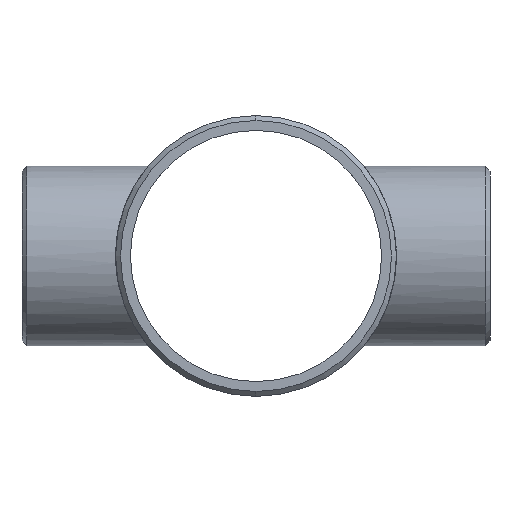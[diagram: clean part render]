
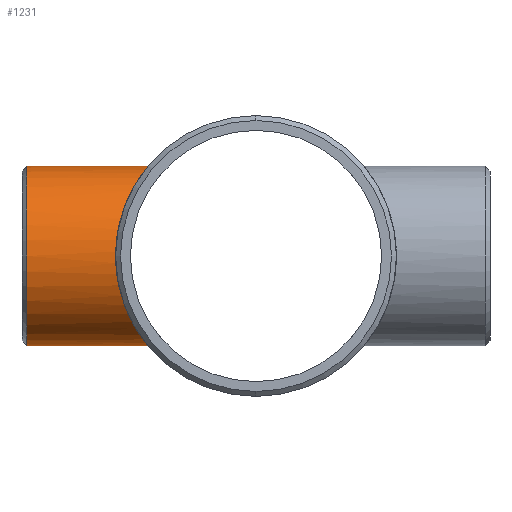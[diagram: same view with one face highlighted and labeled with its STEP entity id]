
A CAD part, left-side view. The second image highlights one B-rep face of the part: STEP entity #1231.
In plain terms, the highlighted cylindrical face has radius 36.576 mm (diameter 73.152 mm), a partial arc.
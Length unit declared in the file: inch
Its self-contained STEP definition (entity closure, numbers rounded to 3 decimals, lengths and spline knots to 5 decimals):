
#2 = CARTESIAN_POINT ( 'NONE',  ( -1.2895, 2.15659, 0.64788 ) ) ;
#5 = AXIS2_PLACEMENT_3D ( 'NONE', #854, #868, #862 ) ;
#8 = CARTESIAN_POINT ( 'NONE',  ( -1.16521, 2.08482, -0.84642 ) ) ;
#20 = CARTESIAN_POINT ( 'NONE',  ( -1.3428, 2.18906, -0.52062 ) ) ;
#26 = VERTEX_POINT ( 'NONE', #691 ) ;
#69 = ORIENTED_EDGE ( 'NONE', *, *, #486, .T. ) ;
#78 = CARTESIAN_POINT ( 'NONE',  ( -0.72553, 1.87482, -1.24408 ) ) ;
#86 = CYLINDRICAL_SURFACE ( 'NONE', #5, 1.44 ) ;
#89 = CARTESIAN_POINT ( 'NONE',  ( -0.51661, 1.80392, -1.34495 ) ) ;
#97 = CARTESIAN_POINT ( 'NONE',  ( -1.17863, 2.09235, -0.82763 ) ) ;
#104 = CARTESIAN_POINT ( 'NONE',  ( -0.47421, 1.79215, 1.36052 ) ) ;
#114 = CARTESIAN_POINT ( 'NONE',  ( -0.84182, 1.92284, 1.16853 ) ) ;
#121 = CARTESIAN_POINT ( 'NONE',  ( -1.33406, 2.1837, -0.54262 ) ) ;
#132 = DIRECTION ( 'NONE',  ( 0., -1., 0. ) ) ;
#146 = CARTESIAN_POINT ( 'NONE',  ( 0., 3.671, -1.44 ) ) ;
#174 = CARTESIAN_POINT ( 'NONE',  ( 0., 1.72884, -1.44 ) ) ;
#185 = CARTESIAN_POINT ( 'NONE',  ( -0.9507, 1.97221, -1.0854 ) ) ;
#189 = CARTESIAN_POINT ( 'NONE',  ( -1.07876, 2.03764, -0.955 ) ) ;
#197 = CARTESIAN_POINT ( 'NONE',  ( -0.64736, 1.84426, 1.28966 ) ) ;
#208 = CARTESIAN_POINT ( 'NONE',  ( -1.24478, 2.12991, 0.72998 ) ) ;
#214 = CARTESIAN_POINT ( 'NONE',  ( -1.36843, 2.20487, 0.44898 ) ) ;
#226 = ORIENTED_EDGE ( 'NONE', *, *, #1176, .F. ) ;
#278 = CARTESIAN_POINT ( 'NONE',  ( -0.09833, 1.72884, -1.44 ) ) ;
#286 = DIRECTION ( 'NONE',  ( 0., -1., 0. ) ) ;
#295 = CARTESIAN_POINT ( 'NONE',  ( -1.28794, 2.15565, -0.65091 ) ) ;
#301 = CARTESIAN_POINT ( 'NONE',  ( -1.40067, 2.22502, -0.33765 ) ) ;
#307 = CARTESIAN_POINT ( 'NONE',  ( -0.33641, 1.76066, 1.40097 ) ) ;
#314 = CARTESIAN_POINT ( 'NONE',  ( -0.89694, 1.9476, 1.12678 ) ) ;
#363 = DIRECTION ( 'NONE',  ( 0., 0., 1. ) ) ;
#385 = CARTESIAN_POINT ( 'NONE',  ( -1.43977, 2.24985, -0.10108 ) ) ;
#389 = CARTESIAN_POINT ( 'NONE',  ( -0.09809, 1.73145, 1.43686 ) ) ;
#396 = CARTESIAN_POINT ( 'NONE',  ( -0.19484, 1.73912, 1.42758 ) ) ;
#408 = CARTESIAN_POINT ( 'NONE',  ( -0.12241, 1.733, 1.43499 ) ) ;
#416 = CIRCLE ( 'NONE', #1127, 1.44 ) ;
#449 = CARTESIAN_POINT ( 'NONE',  ( -0.64447, 1.84467, -1.28856 ) ) ;
#476 = CARTESIAN_POINT ( 'NONE',  ( -1.43948, 2.24967, 0.04572 ) ) ;
#481 = CARTESIAN_POINT ( 'NONE',  ( -0.87874, 1.93928, 1.14103 ) ) ;
#486 = EDGE_CURVE ( 'NONE', #26, #1173, #416, .T. ) ;
#493 = CARTESIAN_POINT ( 'NONE',  ( -0.51854, 1.80447, 1.34421 ) ) ;
#497 = CARTESIAN_POINT ( 'NONE',  ( 0., 3.75, -1.44 ) ) ;
#499 = CARTESIAN_POINT ( 'NONE',  ( -1.38981, 2.21819, 0.37992 ) ) ;
#539 = CARTESIAN_POINT ( 'NONE',  ( -0.47235, 1.79166, -1.36116 ) ) ;
#552 = CARTESIAN_POINT ( 'NONE',  ( -0.31127, 1.75649, -1.40616 ) ) ;
#560 = FACE_OUTER_BOUND ( 'NONE', #845, .T. ) ;
#570 = CARTESIAN_POINT ( 'NONE',  ( -1.42084, 2.23777, 0.23903 ) ) ;
#576 = CARTESIAN_POINT ( 'NONE',  ( -1.08123, 2.03834, 0.95546 ) ) ;
#582 = CARTESIAN_POINT ( 'NONE',  ( -0.82309, 1.9147, 1.1818 ) ) ;
#587 = CARTESIAN_POINT ( 'NONE',  ( -1.3443, 2.18998, 0.51675 ) ) ;
#596 = CARTESIAN_POINT ( 'NONE',  ( -0.38275, 1.77015, 1.38903 ) ) ;
#597 = EDGE_CURVE ( 'NONE', #888, #851, #1263, .T. ) ;
#615 = ORIENTED_EDGE ( 'NONE', *, *, #1086, .T. ) ;
#658 = CARTESIAN_POINT ( 'NONE',  ( -0.38084, 1.77015, -1.38893 ) ) ;
#668 = CARTESIAN_POINT ( 'NONE',  ( -0.98412, 1.98912, 1.05223 ) ) ;
#682 = CARTESIAN_POINT ( 'NONE',  ( -1.42806, 2.24237, 0.19132 ) ) ;
#691 = CARTESIAN_POINT ( 'NONE',  ( 0., 3.671, 1.44 ) ) ;
#697 = CARTESIAN_POINT ( 'NONE',  ( -0.0491, 1.72937, 1.43937 ) ) ;
#767 = CARTESIAN_POINT ( 'NONE',  ( -1.35929, 2.19921, -0.47591 ) ) ;
#773 = CARTESIAN_POINT ( 'NONE',  ( -1.04781, 2.02139, -0.98883 ) ) ;
#779 = CARTESIAN_POINT ( 'NONE',  ( -1.12304, 2.06154, -0.90162 ) ) ;
#791 = CARTESIAN_POINT ( 'NONE',  ( -1.38866, 2.21746, -0.38413 ) ) ;
#834 = CARTESIAN_POINT ( 'NONE',  ( -0.70547, 1.86715, -1.25556 ) ) ;
#845 = EDGE_LOOP ( 'NONE', ( #226, #69, #615, #988 ) ) ;
#846 = CARTESIAN_POINT ( 'NONE',  ( -0.76508, 1.89048, -1.22016 ) ) ;
#851 = VERTEX_POINT ( 'NONE', #933 ) ;
#854 = CARTESIAN_POINT ( 'NONE',  ( 0., 3.75, 0. ) ) ;
#860 = CARTESIAN_POINT ( 'NONE',  ( -0.60267, 1.83042, -1.30865 ) ) ;
#862 = DIRECTION ( 'NONE',  ( 0., 0., -1. ) ) ;
#866 = CARTESIAN_POINT ( 'NONE',  ( -1.33558, 2.18463, 0.53887 ) ) ;
#868 = DIRECTION ( 'NONE',  ( 0., -1., 0. ) ) ;
#871 = CARTESIAN_POINT ( 'NONE',  ( -0.24246, 1.74515, 1.42025 ) ) ;
#883 = CARTESIAN_POINT ( 'NONE',  ( -0.02445, 1.72884, 1.44 ) ) ;
#888 = VERTEX_POINT ( 'NONE', #1136 ) ;
#889 = CARTESIAN_POINT ( 'NONE',  ( -1.36706, 2.20402, -0.45314 ) ) ;
#911 = DIRECTION ( 'NONE',  ( 0., -1., 0. ) ) ;
#933 = CARTESIAN_POINT ( 'NONE',  ( 0., 1.72884, 1.44 ) ) ;
#946 = CARTESIAN_POINT ( 'NONE',  ( -0.40389, 1.77526, -1.3824 ) ) ;
#964 = CARTESIAN_POINT ( 'NONE',  ( 0., 1.72884, 1.44 ) ) ;
#970 = CARTESIAN_POINT ( 'NONE',  ( -0.95022, 1.97252, 1.08296 ) ) ;
#976 = CARTESIAN_POINT ( 'NONE',  ( -0.72797, 1.87459, 1.24582 ) ) ;
#981 = CARTESIAN_POINT ( 'NONE',  ( -1.43529, 2.24699, 0.11889 ) ) ;
#984 = VECTOR ( 'NONE', #911, 39.37008 ) ;
#988 = ORIENTED_EDGE ( 'NONE', *, *, #597, .T. ) ;
#989 = CARTESIAN_POINT ( 'NONE',  ( -1.13743, 2.06942, -0.88339 ) ) ;
#1001 = LINE ( 'NONE', #497, #984 ) ;
#1043 = CARTESIAN_POINT ( 'NONE',  ( 0., 3.671, 0. ) ) ;
#1064 = CARTESIAN_POINT ( 'NONE',  ( -1.4297, 2.24337, -0.19683 ) ) ;
#1066 = VECTOR ( 'NONE', #132, 39.37008 ) ;
#1071 = CARTESIAN_POINT ( 'NONE',  ( -1.4371, 2.24814, 0.0946 ) ) ;
#1076 = CARTESIAN_POINT ( 'NONE',  ( -1.40171, 2.22568, 0.33333 ) ) ;
#1086 = EDGE_CURVE ( 'NONE', #1173, #888, #1001, .T. ) ;
#1095 = LINE ( 'NONE', #1216, #1066 ) ;
#1127 = AXIS2_PLACEMENT_3D ( 'NONE', #1043, #286, #363 ) ;
#1131 = CARTESIAN_POINT ( 'NONE',  ( -0.19418, 1.73726, -1.43005 ) ) ;
#1136 = CARTESIAN_POINT ( 'NONE',  ( 0., 1.72884, -1.44 ) ) ;
#1143 = CARTESIAN_POINT ( 'NONE',  ( -0.88037, 1.93885, -1.14327 ) ) ;
#1162 = CARTESIAN_POINT ( 'NONE',  ( -1.13992, 2.07038, 0.88483 ) ) ;
#1173 = VERTEX_POINT ( 'NONE', #146 ) ;
#1174 = CARTESIAN_POINT ( 'NONE',  ( -1.24341, 2.12912, -0.73215 ) ) ;
#1176 = EDGE_CURVE ( 'NONE', #26, #851, #1095, .T. ) ;
#1181 = CARTESIAN_POINT ( 'NONE',  ( -1.44005, 2.25003, 0.02108 ) ) ;
#1216 = CARTESIAN_POINT ( 'NONE',  ( 0., 3.75, 1.44 ) ) ;
#1231 = ADVANCED_FACE ( 'NONE', ( #560 ), #86, .T. ) ;
#1239 = CARTESIAN_POINT ( 'NONE',  ( -0.33455, 1.76077, -1.4008 ) ) ;
#1244 = CARTESIAN_POINT ( 'NONE',  ( -0.78463, 1.89848, -1.20768 ) ) ;
#1261 = CARTESIAN_POINT ( 'NONE',  ( -1.36071, 2.20009, 0.47184 ) ) ;
#1263 = B_SPLINE_CURVE_WITH_KNOTS ( 'NONE', 3,
 ( #174, #278, #1131, #552, #1239, #658, #946, #539, #89, #860, #449, #834, #78, #846, #1244, #1143, #185, #773, #189, #779, #989, #8, #97, #1174, #295, #121, #20, #767, #889, #791, #301, #1064, #385, #1181, #476, #1071, #981, #682, #570, #1076, #499, #214, #1261, #587, #866, #2, #208, #1162, #576, #668, #970, #314, #481, #114, #582, #976, #197, #493, #104, #596, #307, #871, #396, #408, #389, #697, #883, #964 ),
 .UNSPECIFIED., .F., .F.,
 ( 4, 2, 2, 2, 2, 2, 2, 2, 2, 2, 2, 2, 2, 2, 2, 2, 2, 2, 2, 2, 2, 2, 2, 2, 2, 2, 2, 2, 2, 2, 2, 2, 2, 4 ),
 ( 0., 0.00736, 0.0092, 0.01104, 0.01472, 0.0184, 0.02024, 0.02208, 0.02944, 0.03312, 0.03496, 0.0368, 0.04417, 0.04601, 0.04785, 0.05153, 0.05889, 0.06073, 0.06257, 0.06625, 0.06993, 0.07177, 0.07361, 0.08097, 0.08833, 0.09201, 0.09385, 0.09569, 0.10305, 0.10673, 0.11041, 0.11409, 0.11594, 0.11778 ),
 .UNSPECIFIED. ) ;
